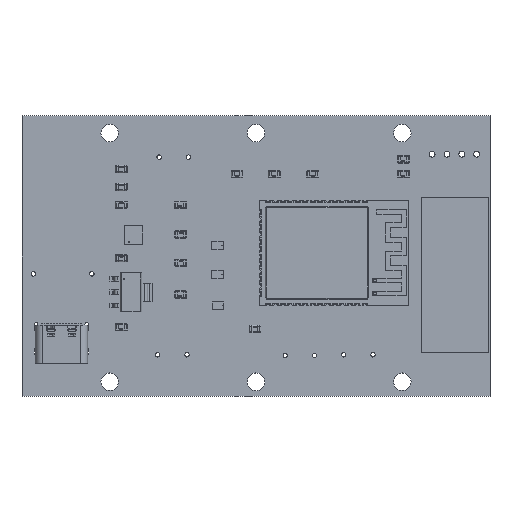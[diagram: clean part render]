
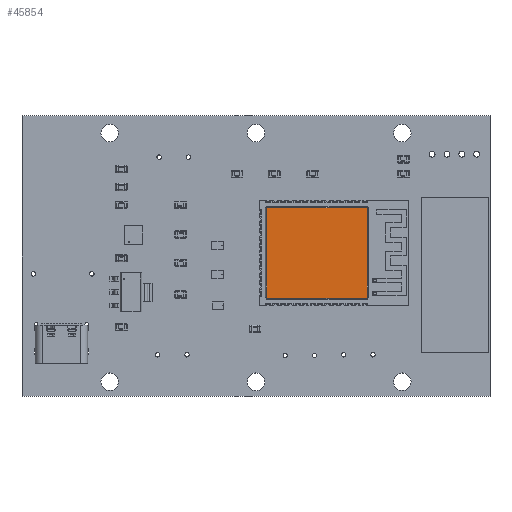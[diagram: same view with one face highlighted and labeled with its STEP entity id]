
A CAD part, top view. The second image highlights one B-rep face of the part: STEP entity #45854.
In plain terms, the highlighted face is planar.
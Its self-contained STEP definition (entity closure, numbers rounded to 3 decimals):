
#45854 = ADVANCED_FACE('',(#45855),#45889,.T.);
#45855 = FACE_BOUND('',#45856,.T.);
#45856 = EDGE_LOOP('',(#45857,#45867,#45875,#45883));
#45857 = ORIENTED_EDGE('',*,*,#45858,.F.);
#45858 = EDGE_CURVE('',#45859,#45861,#45863,.T.);
#45859 = VERTEX_POINT('',#45860);
#45860 = CARTESIAN_POINT('',(7.7,0.,8.6));
#45861 = VERTEX_POINT('',#45862);
#45862 = CARTESIAN_POINT('',(-7.7,0.,8.6));
#45863 = LINE('',#45864,#45865);
#45864 = CARTESIAN_POINT('',(-7.7,0.,8.6));
#45865 = VECTOR('',#45866,1.);
#45866 = DIRECTION('',(-1.,0.,0.));
#45867 = ORIENTED_EDGE('',*,*,#45868,.F.);
#45868 = EDGE_CURVE('',#45869,#45859,#45871,.T.);
#45869 = VERTEX_POINT('',#45870);
#45870 = CARTESIAN_POINT('',(7.7,0.,-8.6));
#45871 = LINE('',#45872,#45873);
#45872 = CARTESIAN_POINT('',(7.7,0.,8.6));
#45873 = VECTOR('',#45874,1.);
#45874 = DIRECTION('',(0.,0.,1.));
#45875 = ORIENTED_EDGE('',*,*,#45876,.F.);
#45876 = EDGE_CURVE('',#45877,#45869,#45879,.T.);
#45877 = VERTEX_POINT('',#45878);
#45878 = CARTESIAN_POINT('',(-7.7,0.,-8.6));
#45879 = LINE('',#45880,#45881);
#45880 = CARTESIAN_POINT('',(7.7,0.,-8.6));
#45881 = VECTOR('',#45882,1.);
#45882 = DIRECTION('',(1.,0.,0.));
#45883 = ORIENTED_EDGE('',*,*,#45884,.F.);
#45884 = EDGE_CURVE('',#45861,#45877,#45885,.T.);
#45885 = LINE('',#45886,#45887);
#45886 = CARTESIAN_POINT('',(-7.7,0.,-8.6));
#45887 = VECTOR('',#45888,1.);
#45888 = DIRECTION('',(0.,0.,-1.));
#45889 = PLANE('',#45890);
#45890 = AXIS2_PLACEMENT_3D('',#45891,#45892,#45893);
#45891 = CARTESIAN_POINT('',(0.,0.,0.));
#45892 = DIRECTION('',(0.,1.,0.));
#45893 = DIRECTION('',(0.,0.,1.));
